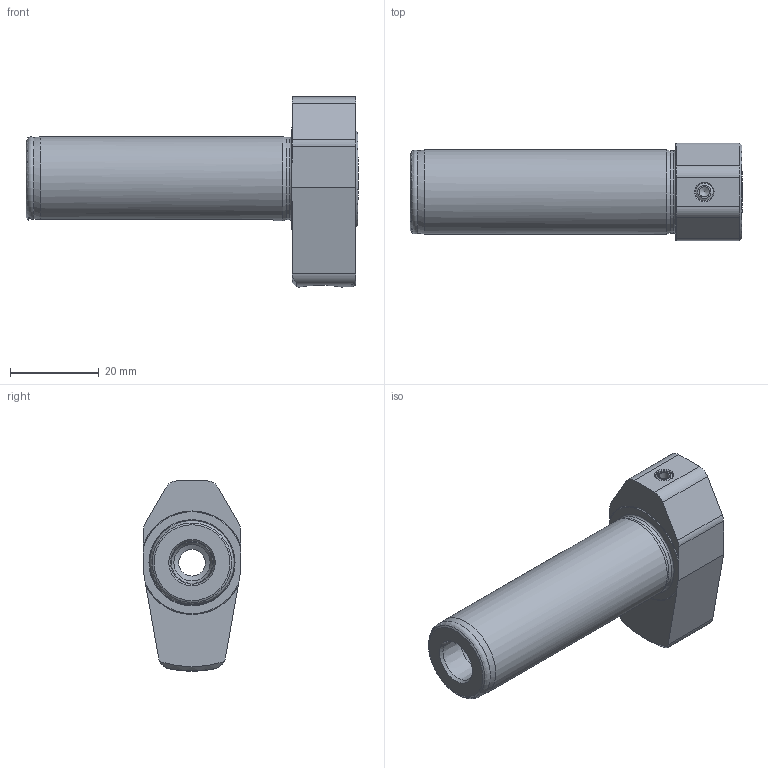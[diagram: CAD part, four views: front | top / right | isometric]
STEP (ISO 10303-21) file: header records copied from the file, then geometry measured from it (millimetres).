
FILE_DESCRIPTION((''),'2;1');
FILE_NAME('047012406060-3D.stp','2022-03-01T10:30:26',('nttooll'),(''),'Autodesk Inventor 2012','Autodesk Inventor 2012','');
FILE_SCHEMA(('AUTOMOTIVE_DESIGN { 1 0 10303 214 1 1 1 1 }'));
Length unit declared in the file: millimetre
Products named in the file (1): 047012406060-3D
Bounding box: 75 x 22 x 43 mm (x, y, z)
Volume: 24399.7 mm3; surface area: 8681.9 mm2
Topology: 1 solids, 1 shells, 66 faces, 153 edges, 95 vertices
Faces by surface type: plane 23, cone 20, cylinder 19, torus 4
Full cylindrical faces by diameter (mm): 2.309 x1, 4 x2, 4.619 x1, 6 x1, 8 x1, 8.2 x1, 8.4 x1, 8.5 x1, 9 x1, 18.65 x1, 19.05 x1
Entity records: 1786 total; most frequent: CARTESIAN_POINT 397, DIRECTION 297, ORIENTED_EDGE 234, AXIS2_PLACEMENT_3D 129, EDGE_CURVE 117, EDGE_LOOP 105, VERTEX_POINT 90, FACE_OUTER_BOUND 66
